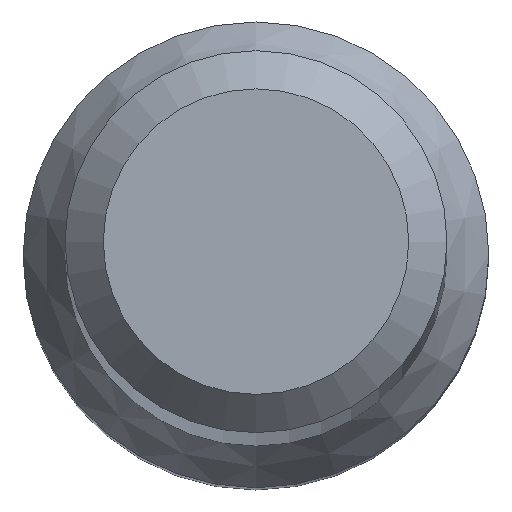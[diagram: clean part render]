
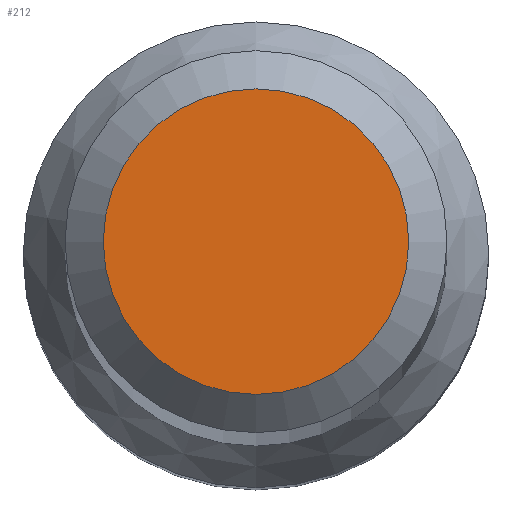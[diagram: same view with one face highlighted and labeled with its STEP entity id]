
A CAD part, top view. The second image highlights one B-rep face of the part: STEP entity #212.
In plain terms, the highlighted planar face has unit normal (0, 0, 1).
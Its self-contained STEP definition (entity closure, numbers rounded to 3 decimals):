
#35 = DIRECTION ( 'NONE',  ( 0., 1., 0. ) ) ;
#54 = DIRECTION ( 'NONE',  ( 0., 0., -1. ) ) ;
#68 = CARTESIAN_POINT ( 'NONE',  ( 0., 0., 70. ) ) ;
#69 = AXIS2_PLACEMENT_3D ( 'NONE', #68, #159, #223 ) ;
#98 = ORIENTED_EDGE ( 'NONE', *, *, #136, .F. ) ;
#105 = CIRCLE ( 'NONE', #203, 1.2 ) ;
#123 = CARTESIAN_POINT ( 'NONE',  ( 0., 1.2, 70. ) ) ;
#136 = EDGE_CURVE ( 'NONE', #222, #222, #105, .T. ) ;
#159 = DIRECTION ( 'NONE',  ( 0., 0., 1. ) ) ;
#197 = EDGE_LOOP ( 'NONE', ( #98 ) ) ;
#203 = AXIS2_PLACEMENT_3D ( 'NONE', #204, #54, #35 ) ;
#204 = CARTESIAN_POINT ( 'NONE',  ( 0., 0., 70. ) ) ;
#212 = ADVANCED_FACE ( 'NONE', ( #221 ), #224, .T. ) ;
#221 = FACE_OUTER_BOUND ( 'NONE', #197, .T. ) ;
#222 = VERTEX_POINT ( 'NONE', #123 ) ;
#223 = DIRECTION ( 'NONE',  ( 0., -1., 0. ) ) ;
#224 = PLANE ( 'NONE',  #69 ) ;
